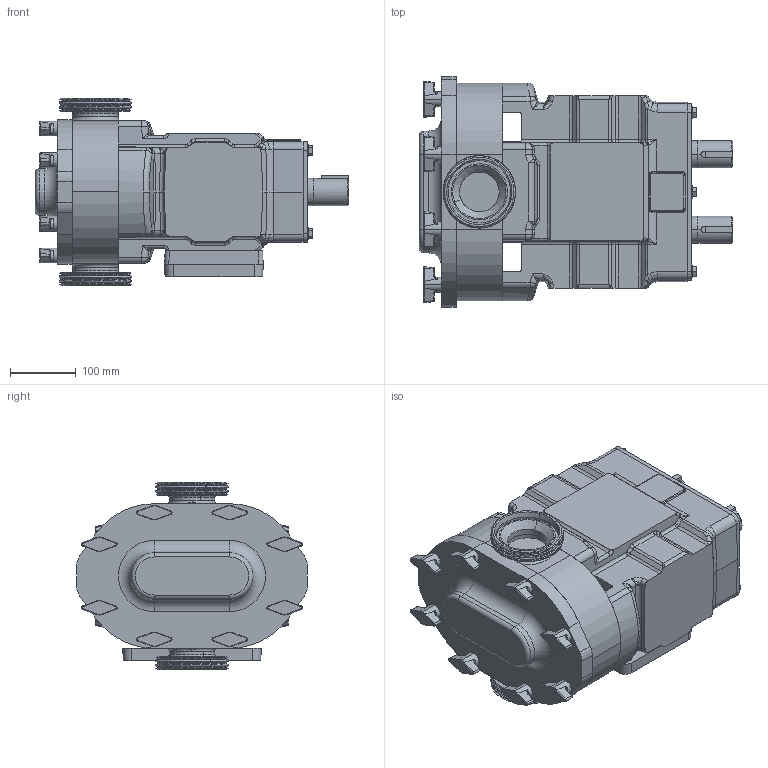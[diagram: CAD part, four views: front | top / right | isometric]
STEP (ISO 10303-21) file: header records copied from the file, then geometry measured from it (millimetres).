
FILE_DESCRIPTION (( 'STEP AP214' ), '1' );
FILE_NAME ('TRA10-0600-040.STEP', '2024-04-05T13:43:38', ( '' ), ( '' ), 'SwSTEP 2.0', 'SolidWorks 2022', '' );
FILE_SCHEMA (( 'AUTOMOTIVE_DESIGN' ));
Length unit declared in the file: inch
Products named in the file (5): TRA10-0600-GEARBOX-V; TRA10-0600-BODY; TRA10-0600-COVER-STD; 0600DIN11851-30; TRA10-0600-040
Assembly tree (5 placements, depth 2):
  TRA10-0600-040
    TRA10-0600-GEARBOX-V
    TRA10-0600-BODY
    TRA10-0600-COVER-STD
    0600DIN11851-30  x2
Bounding box: 475.32 x 349.25 x 284.58 mm (x, y, z)
Volume: 19521848.8 mm3; surface area: 898125.3 mm2
Topology: 5 solids, 5 shells, 1105 faces, 2661 edges, 1572 vertices
Faces by surface type: cylinder 372, plane 285, bspline 214, torus 120, cone 98, sphere 16
Entity records: 39785 total; most frequent: CARTESIAN_POINT 17231, ORIENTED_EDGE 5062, DIRECTION 4329, EDGE_CURVE 2531, AXIS2_PLACEMENT_3D 1684, VERTEX_POINT 1516, EDGE_LOOP 1095, FACE_OUTER_BOUND 1054
